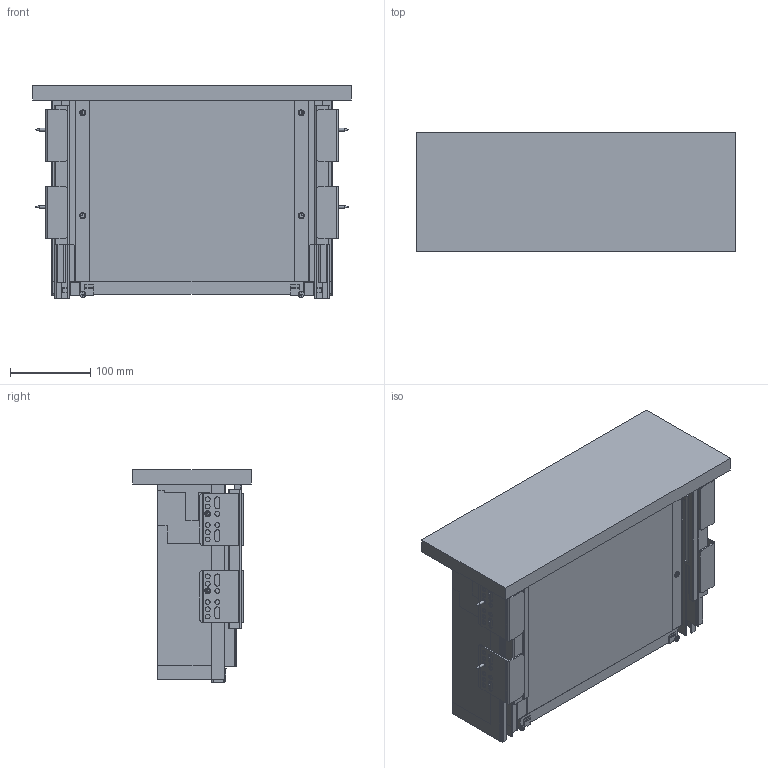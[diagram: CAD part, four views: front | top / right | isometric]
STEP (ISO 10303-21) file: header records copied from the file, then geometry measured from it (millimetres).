
FILE_DESCRIPTION(/* description */ (''),/* implementation_level */ '2;1');
FILE_NAME(/* name */ 'PB-AXISPRO-KPL250A.stp',/* time_stamp */ '2024-12-17T16:15:53+01:00',/* author */ ('tomaszw'),/* organization */ (''),/* preprocessor_version */ 'ST-DEVELOPER v20',/* originating_system */ 'Autodesk Inventor 2025',/* authorisation */ '');
FILE_SCHEMA (('AUTOMOTIVE_DESIGN { 1 0 10303 214 3 1 1 }'));
Length unit declared in the file: millimetre
Products named in the file (1): PB-AXISPRO-KPL250A1
Bounding box: 396 x 147 x 265 mm (x, y, z)
Volume: 2806962 mm3; surface area: 808179.1 mm2
Topology: 38 solids, 40 shells, 1408 faces, 3692 edges, 2410 vertices
Faces by surface type: plane 994, cylinder 270, cone 84, bspline 52, sphere 6, torus 2
Full cylindrical faces by diameter (mm): 2 x2, 3.5 x18, 6 x38, 7.5 x16, 7.8 x2, 8.5 x2, 10 x6
Entity records: 43801 total; most frequent: CARTESIAN_POINT 8601, ORIENTED_EDGE 7368, DIRECTION 6924, EDGE_CURVE 3684, LINE 2890, VECTOR 2890, VERTEX_POINT 2410, AXIS2_PLACEMENT_3D 2017
